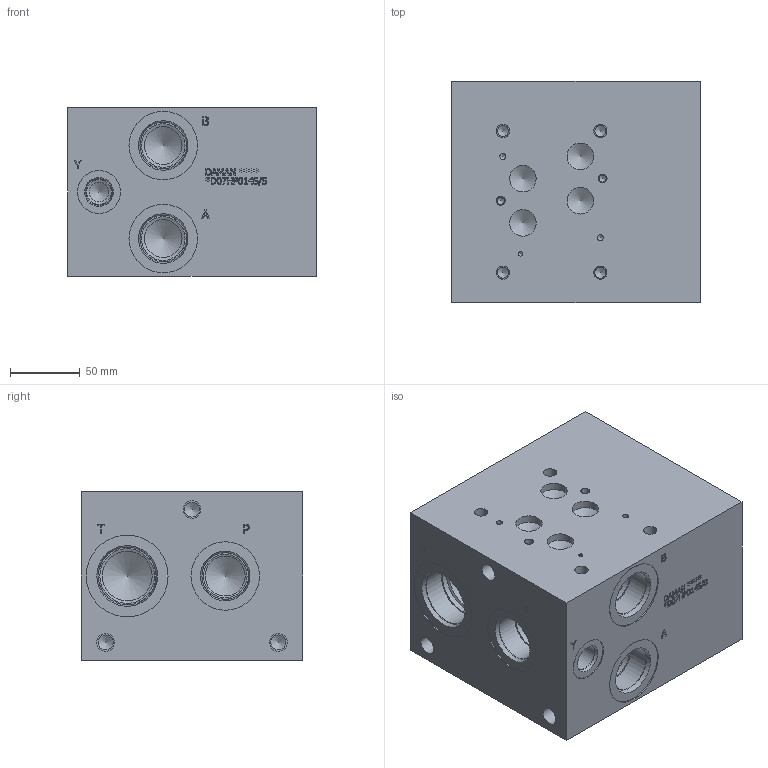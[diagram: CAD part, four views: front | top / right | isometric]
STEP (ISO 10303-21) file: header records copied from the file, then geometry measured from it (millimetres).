
FILE_DESCRIPTION(/* description */ (''),/* implementation_level */ '2;1');
FILE_NAME(/* name */ '_D07HP014S_S.stp',/* time_stamp */ '2022-10-24T13:36:54-04:00',/* author */ ('mikeh'),/* organization */ (''),/* preprocessor_version */ 'ST-DEVELOPER v18',/* originating_system */ 'Autodesk Inventor 2020',/* authorisation */ '');
FILE_SCHEMA (('AUTOMOTIVE_DESIGN { 1 0 10303 214 3 1 1 }'));
Length unit declared in the file: millimetre
Products named in the file (1): Part_AD07HP014S_S_3D
Bounding box: 177.8 x 158.75 x 120.65 mm (x, y, z)
Volume: 3088778.6 mm3; surface area: 180292 mm2
Topology: 1 solids, 1 shells, 581 faces, 1583 edges, 1074 vertices
Faces by surface type: plane 348, bspline 111, cylinder 72, cone 50
Full cylindrical faces by diameter (mm): 3.175 x1, 4.369 x2, 5.105 x2, 6.35 x2, 7.925 x4, 9.525 x4, 10.719 x6, 12.7 x6, 14.275 x1, 17.501 x1, 19.05 x5, 19.253 x1, 25.4 x1, 27 x2, 28.575 x2, 30.632 x1, 31.267 x4, 31.75 x1, 33.34 x4, 33.757 x4, 34.112 x1, 35.712 x2, 35.992 x1, 36.525 x1, 39.218 x2, 39.675 x1, 41.28 x2, 41.758 x2, 49.124 x4, 58.572 x2
Entity records: 19284 total; most frequent: CARTESIAN_POINT 4655, ORIENTED_EDGE 3112, DIRECTION 2549, EDGE_CURVE 1556, VERTEX_POINT 1074, LINE 1061, VECTOR 1061, AXIS2_PLACEMENT_3D 744
